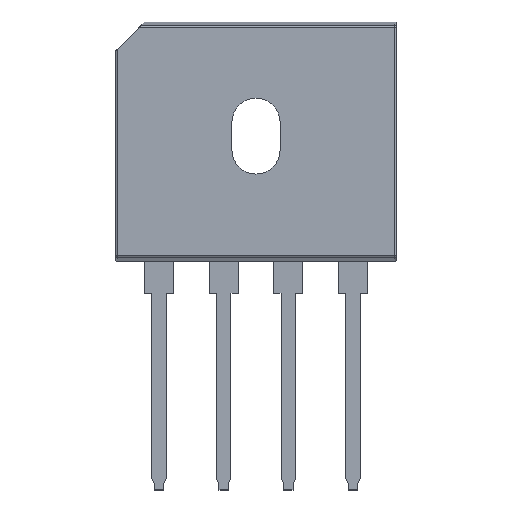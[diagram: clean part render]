
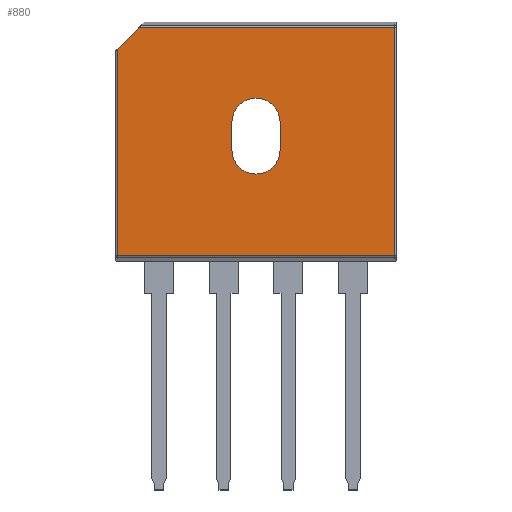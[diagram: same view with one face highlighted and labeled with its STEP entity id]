
A CAD part, top view. The second image highlights one B-rep face of the part: STEP entity #880.
In plain terms, the highlighted planar face has unit normal (0, 0, 1).
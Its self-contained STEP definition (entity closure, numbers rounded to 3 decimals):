
#72 = ORIENTED_EDGE ( 'NONE', *, *, #3901, .T. ) ;
#80 = CARTESIAN_POINT ( 'NONE',  ( 11.025, 20.936, 2.275 ) ) ;
#213 = VECTOR ( 'NONE', #538, 1000. ) ;
#413 = ORIENTED_EDGE ( 'NONE', *, *, #2974, .T. ) ;
#426 = VERTEX_POINT ( 'NONE', #3760 ) ;
#484 = CARTESIAN_POINT ( 'NONE',  ( 1.9, 13.44, 2.275 ) ) ;
#538 = DIRECTION ( 'NONE',  ( 0.707, 0.707, 0. ) ) ;
#574 = ORIENTED_EDGE ( 'NONE', *, *, #2136, .F. ) ;
#580 = CARTESIAN_POINT ( 'NONE',  ( 0., 13.44, 2.275 ) ) ;
#634 = EDGE_CURVE ( 'NONE', #3590, #1873, #1729, .T. ) ;
#715 = VECTOR ( 'NONE', #1716, 1000. ) ;
#743 = LINE ( 'NONE', #2611, #1843 ) ;
#865 = LINE ( 'NONE', #80, #715 ) ;
#880 = ADVANCED_FACE ( 'NONE', ( #2598, #3655 ), #3336, .F. ) ;
#898 = LINE ( 'NONE', #1097, #213 ) ;
#918 = DIRECTION ( 'NONE',  ( 1., 0., 0. ) ) ;
#930 = CARTESIAN_POINT ( 'NONE',  ( 11.025, 21.021, 2.275 ) ) ;
#1002 = ORIENTED_EDGE ( 'NONE', *, *, #4008, .F. ) ;
#1016 = CARTESIAN_POINT ( 'NONE',  ( 11.025, 2.944, 2.275 ) ) ;
#1097 = CARTESIAN_POINT ( 'NONE',  ( -11.025, 19.077, 2.275 ) ) ;
#1255 = DIRECTION ( 'NONE',  ( 0., 0., 1. ) ) ;
#1260 = CARTESIAN_POINT ( 'NONE',  ( -10.925, 2.944, 2.275 ) ) ;
#1300 = VERTEX_POINT ( 'NONE', #1678 ) ;
#1368 = ORIENTED_EDGE ( 'NONE', *, *, #1649, .F. ) ;
#1381 = VECTOR ( 'NONE', #3589, 1000. ) ;
#1442 = DIRECTION ( 'NONE',  ( 0., 0., -1. ) ) ;
#1537 = CARTESIAN_POINT ( 'NONE',  ( 1.9, 11.28, 2.275 ) ) ;
#1571 = CIRCLE ( 'NONE', #2294, 1.9 ) ;
#1594 = VECTOR ( 'NONE', #2477, 1000. ) ;
#1617 = VERTEX_POINT ( 'NONE', #2776 ) ;
#1649 = EDGE_CURVE ( 'NONE', #2047, #1300, #1571, .T. ) ;
#1655 = CARTESIAN_POINT ( 'NONE',  ( -10.925, 21.021, 2.275 ) ) ;
#1656 = VERTEX_POINT ( 'NONE', #3151 ) ;
#1660 = VERTEX_POINT ( 'NONE', #1537 ) ;
#1678 = CARTESIAN_POINT ( 'NONE',  ( -1.9, 13.44, 2.275 ) ) ;
#1716 = DIRECTION ( 'NONE',  ( -1., 0., 0. ) ) ;
#1729 = LINE ( 'NONE', #1016, #2698 ) ;
#1790 = AXIS2_PLACEMENT_3D ( 'NONE', #2772, #1852, #2115 ) ;
#1792 = ORIENTED_EDGE ( 'NONE', *, *, #3476, .F. ) ;
#1843 = VECTOR ( 'NONE', #2912, 1000. ) ;
#1852 = DIRECTION ( 'NONE',  ( 0., 0., 1. ) ) ;
#1873 = VERTEX_POINT ( 'NONE', #3603 ) ;
#1917 = EDGE_CURVE ( 'NONE', #426, #1656, #865, .T. ) ;
#1968 = ORIENTED_EDGE ( 'NONE', *, *, #3149, .F. ) ;
#1987 = DIRECTION ( 'NONE',  ( 0., -1., 0. ) ) ;
#2047 = VERTEX_POINT ( 'NONE', #484 ) ;
#2115 = DIRECTION ( 'NONE',  ( 1., 0., 0. ) ) ;
#2136 = EDGE_CURVE ( 'NONE', #3956, #1660, #2158, .T. ) ;
#2158 = CIRCLE ( 'NONE', #1790, 1.9 ) ;
#2294 = AXIS2_PLACEMENT_3D ( 'NONE', #580, #1255, #918 ) ;
#2477 = DIRECTION ( 'NONE',  ( 0., 1., 0. ) ) ;
#2598 = FACE_BOUND ( 'NONE', #3647, .T. ) ;
#2611 = CARTESIAN_POINT ( 'NONE',  ( 10.925, 20.92, 2.275 ) ) ;
#2612 = VECTOR ( 'NONE', #1987, 1000. ) ;
#2620 = ORIENTED_EDGE ( 'NONE', *, *, #1917, .T. ) ;
#2698 = VECTOR ( 'NONE', #3280, 1000. ) ;
#2772 = CARTESIAN_POINT ( 'NONE',  ( 0., 11.28, 2.275 ) ) ;
#2776 = CARTESIAN_POINT ( 'NONE',  ( -10.925, 19.177, 2.275 ) ) ;
#2815 = AXIS2_PLACEMENT_3D ( 'NONE', #930, #1442, #3360 ) ;
#2907 = LINE ( 'NONE', #3883, #2612 ) ;
#2912 = DIRECTION ( 'NONE',  ( 0., 1., 0. ) ) ;
#2974 = EDGE_CURVE ( 'NONE', #1617, #3590, #3150, .T. ) ;
#2992 = EDGE_LOOP ( 'NONE', ( #1968, #413, #3729, #72, #2620 ) ) ;
#3149 = EDGE_CURVE ( 'NONE', #1617, #1656, #898, .T. ) ;
#3150 = LINE ( 'NONE', #1655, #1381 ) ;
#3151 = CARTESIAN_POINT ( 'NONE',  ( -9.166, 20.936, 2.275 ) ) ;
#3213 = CARTESIAN_POINT ( 'NONE',  ( -1.9, 11.28, 2.275 ) ) ;
#3280 = DIRECTION ( 'NONE',  ( 1., 0., 0. ) ) ;
#3310 = LINE ( 'NONE', #3424, #1594 ) ;
#3336 = PLANE ( 'NONE',  #2815 ) ;
#3360 = DIRECTION ( 'NONE',  ( -1., 0., 0. ) ) ;
#3424 = CARTESIAN_POINT ( 'NONE',  ( 1.9, 11.28, 2.275 ) ) ;
#3476 = EDGE_CURVE ( 'NONE', #1660, #2047, #3310, .T. ) ;
#3589 = DIRECTION ( 'NONE',  ( 0., -1., 0. ) ) ;
#3590 = VERTEX_POINT ( 'NONE', #1260 ) ;
#3603 = CARTESIAN_POINT ( 'NONE',  ( 10.925, 2.944, 2.275 ) ) ;
#3647 = EDGE_LOOP ( 'NONE', ( #1792, #574, #1002, #1368 ) ) ;
#3655 = FACE_OUTER_BOUND ( 'NONE', #2992, .T. ) ;
#3729 = ORIENTED_EDGE ( 'NONE', *, *, #634, .T. ) ;
#3760 = CARTESIAN_POINT ( 'NONE',  ( 10.925, 20.936, 2.275 ) ) ;
#3883 = CARTESIAN_POINT ( 'NONE',  ( -1.9, 11.28, 2.275 ) ) ;
#3901 = EDGE_CURVE ( 'NONE', #1873, #426, #743, .T. ) ;
#3956 = VERTEX_POINT ( 'NONE', #3213 ) ;
#4008 = EDGE_CURVE ( 'NONE', #1300, #3956, #2907, .T. ) ;
